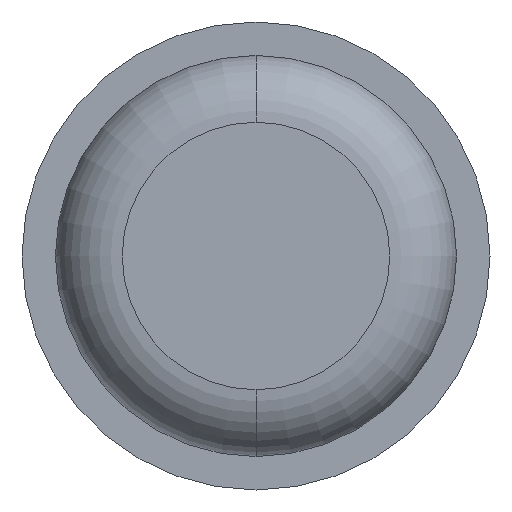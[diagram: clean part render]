
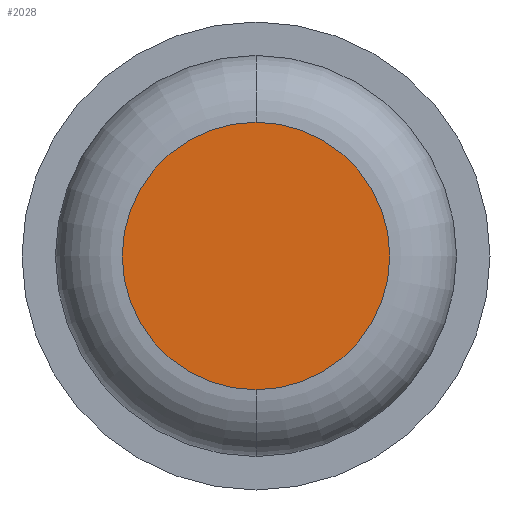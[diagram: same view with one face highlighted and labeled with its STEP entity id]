
A CAD part, front view. The second image highlights one B-rep face of the part: STEP entity #2028.
In plain terms, the highlighted planar face has unit normal (0, -1, 0).
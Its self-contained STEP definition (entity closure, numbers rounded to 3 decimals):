
#120 = ORIENTED_EDGE ( 'NONE', *, *, #2485, .T. ) ;
#186 = EDGE_CURVE ( 'Defeature ausgef�hrt1_0+Defeature ausgef�hrt1_5+Defeature ausgef�hrt1_5+Defeature ausgef�hrt1_5', #4172, #1806, #472, .T. ) ;
#229 = AXIS2_PLACEMENT_3D ( 'NONE', #327, #2059, #2038 ) ;
#327 = CARTESIAN_POINT ( 'NONE',  ( 0., 0., 0. ) ) ;
#472 = CIRCLE ( 'NONE', #229, 1. ) ;
#921 = CARTESIAN_POINT ( 'NONE',  ( 0., 0., 0. ) ) ;
#936 = FACE_OUTER_BOUND ( 'NONE', #2285, .T. ) ;
#1308 = CIRCLE ( 'NONE', #3050, 1. ) ;
#1806 = VERTEX_POINT ( 'NONE', #2842 ) ;
#2028 = ADVANCED_FACE ( 'Defeature ausgef�hrt1_0', ( #936 ), #2371, .T. ) ;
#2038 = DIRECTION ( 'NONE',  ( 0., 0., -1. ) ) ;
#2051 = CARTESIAN_POINT ( 'NONE',  ( 0., 0., 0. ) ) ;
#2059 = DIRECTION ( 'NONE',  ( 0., -1., 0. ) ) ;
#2285 = EDGE_LOOP ( 'NONE', ( #3520, #120 ) ) ;
#2371 = PLANE ( 'NONE',  #3590 ) ;
#2485 = EDGE_CURVE ( 'Defeature ausgef�hrt1_0+Defeature ausgef�hrt1_5+Defeature ausgef�hrt1_5+Defeature ausgef�hrt1_5', #1806, #4172, #1308, .T. ) ;
#2842 = CARTESIAN_POINT ( 'NONE',  ( 0., 0., 1. ) ) ;
#3050 = AXIS2_PLACEMENT_3D ( 'NONE', #921, #3330, #3286 ) ;
#3286 = DIRECTION ( 'NONE',  ( 0., 0., -1. ) ) ;
#3330 = DIRECTION ( 'NONE',  ( 0., -1., 0. ) ) ;
#3422 = DIRECTION ( 'NONE',  ( 0., 0., -1. ) ) ;
#3520 = ORIENTED_EDGE ( 'NONE', *, *, #186, .T. ) ;
#3590 = AXIS2_PLACEMENT_3D ( 'NONE', #2051, #3753, #3422 ) ;
#3753 = DIRECTION ( 'NONE',  ( 0., -1., 0. ) ) ;
#4172 = VERTEX_POINT ( 'NONE', #4295 ) ;
#4295 = CARTESIAN_POINT ( 'NONE',  ( 0., 0., -1. ) ) ;
